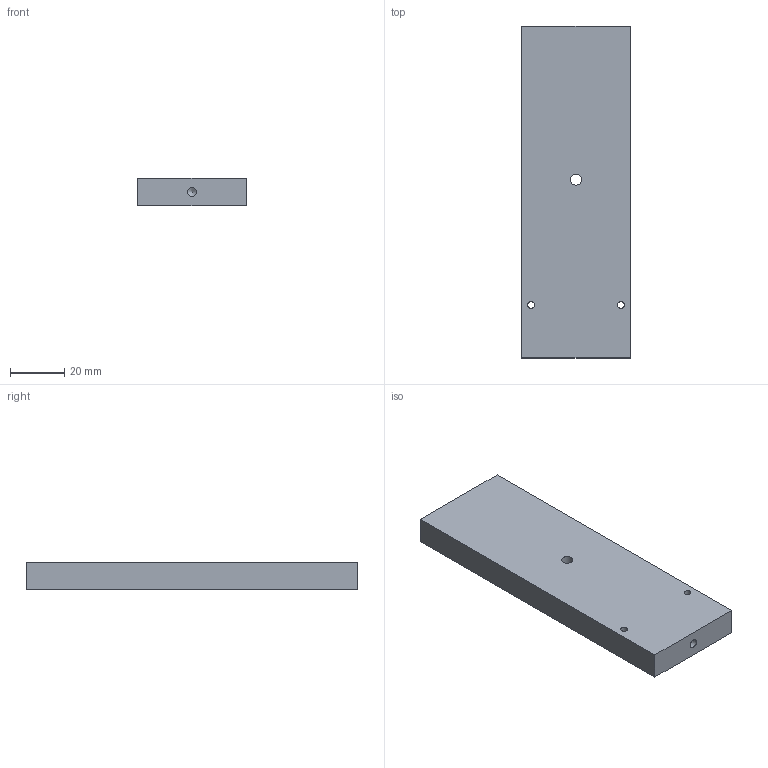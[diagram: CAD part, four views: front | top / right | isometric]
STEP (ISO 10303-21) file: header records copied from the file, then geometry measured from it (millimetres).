
FILE_DESCRIPTION( ( 'Unknown' ), '1' );
FILE_NAME( 'Rail 20x15.stp', 'Unknown', ( 'Unknown' ), ( 'Unknown' ), 'PSStep 16.0.42', 'Unknown', ' ' );
FILE_SCHEMA( ( 'AUTOMOTIVE_DESIGN { 1 0 10303 214 1 1 1 1 }' ) );
Length unit declared in the file: millimetre
Products named in the file (1): 1
Bounding box: 40 x 122 x 10 mm (x, y, z)
Volume: 48330 mm3; surface area: 13441.3 mm2
Topology: 1 solids, 1 shells, 17 faces, 42 edges, 28 vertices
Faces by surface type: cylinder 8, plane 7, cone 2
Full cylindrical faces by diameter (mm): 2.459 x2, 3.242 x4, 4.1 x1, 7.1 x1
Entity records: 578 total; most frequent: DIRECTION 76, CARTESIAN_POINT 68, ORIENTED_EDGE 52, EDGE_LOOP 34, AXIS2_PLACEMENT_3D 32, EDGE_CURVE 26, FACE_OUTER_BOUND 25, VERTEX_POINT 24
